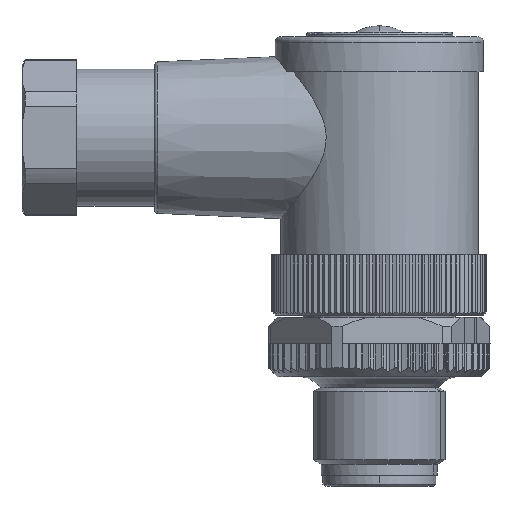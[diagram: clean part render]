
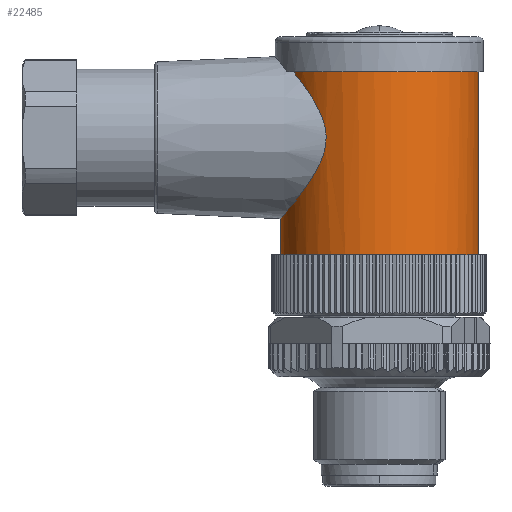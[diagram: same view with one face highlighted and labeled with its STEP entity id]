
A CAD part, left-side view. The second image highlights one B-rep face of the part: STEP entity #22485.
In plain terms, the highlighted cylindrical face has radius 9 mm (diameter 18 mm), a partial arc.
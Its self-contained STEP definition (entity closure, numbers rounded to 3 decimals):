
#22402=AXIS2_PLACEMENT_3D('Cylinder Axis2P3D',#22399,#22400,#22401) ;
#22250=CARTESIAN_POINT('Vertex',(10.096,19.095,21.1)) ;
#22252=CARTESIAN_POINT('Vertex',(10.096,1.095,21.1)) ;
#22256=CARTESIAN_POINT('Control Point',(10.096,1.095,21.1)) ;
#22257=CARTESIAN_POINT('Control Point',(9.214,1.095,21.1)) ;
#22258=CARTESIAN_POINT('Control Point',(8.332,1.203,21.1)) ;
#22259=CARTESIAN_POINT('Control Point',(7.468,1.419,21.1)) ;
#22260=CARTESIAN_POINT('Control Point',(5.81,2.058,21.1)) ;
#22261=CARTESIAN_POINT('Control Point',(4.356,3.079,21.1)) ;
#22262=CARTESIAN_POINT('Control Point',(3.695,3.676,21.1)) ;
#22263=CARTESIAN_POINT('Control Point',(2.533,5.02,21.1)) ;
#22264=CARTESIAN_POINT('Control Point',(1.73,6.605,21.1)) ;
#22265=CARTESIAN_POINT('Control Point',(1.427,7.443,21.1)) ;
#22266=CARTESIAN_POINT('Control Point',(1.035,9.176,21.1)) ;
#22267=CARTESIAN_POINT('Control Point',(1.071,10.952,21.1)) ;
#22268=CARTESIAN_POINT('Control Point',(1.199,11.834,21.1)) ;
#22269=CARTESIAN_POINT('Control Point',(1.668,13.548,21.1)) ;
#22270=CARTESIAN_POINT('Control Point',(2.536,15.098,21.1)) ;
#22271=CARTESIAN_POINT('Control Point',(3.064,15.816,21.1)) ;
#22272=CARTESIAN_POINT('Control Point',(4.284,17.107,21.1)) ;
#22273=CARTESIAN_POINT('Control Point',(5.779,18.066,21.1)) ;
#22274=CARTESIAN_POINT('Control Point',(6.583,18.452,21.1)) ;
#22275=CARTESIAN_POINT('Control Point',(7.772,18.851,21.1)) ;
#22276=CARTESIAN_POINT('Control Point',(9.005,19.04,21.1)) ;
#22277=CARTESIAN_POINT('Control Point',(9.369,19.077,21.1)) ;
#22278=CARTESIAN_POINT('Control Point',(9.732,19.095,21.1)) ;
#22279=CARTESIAN_POINT('Control Point',(10.096,19.095,21.1)) ;
#22292=CARTESIAN_POINT('Line Origine',(10.096,1.095,19.)) ;
#22296=CARTESIAN_POINT('Vertex',(10.096,1.095,37.8)) ;
#22299=CARTESIAN_POINT('Line Origine',(10.096,19.095,19.)) ;
#22303=CARTESIAN_POINT('Vertex',(10.096,19.095,24.4)) ;
#22399=CARTESIAN_POINT('Axis2P3D Location',(10.096,10.095,19.)) ;
#22405=CARTESIAN_POINT('Control Point',(5.679,17.937,37.8)) ;
#22406=CARTESIAN_POINT('Control Point',(3.618,16.776,37.8)) ;
#22407=CARTESIAN_POINT('Control Point',(1.938,14.937,37.8)) ;
#22408=CARTESIAN_POINT('Control Point',(0.942,12.586,37.8)) ;
#22409=CARTESIAN_POINT('Control Point',(0.638,7.615,37.8)) ;
#22410=CARTESIAN_POINT('Control Point',(3.343,3.432,37.8)) ;
#22411=CARTESIAN_POINT('Control Point',(5.364,1.872,37.8)) ;
#22412=CARTESIAN_POINT('Control Point',(7.73,1.095,37.8)) ;
#22413=CARTESIAN_POINT('Control Point',(10.096,1.095,37.8)) ;
#22414=CARTESIAN_POINT('Vertex',(5.679,17.937,37.8)) ;
#22418=CARTESIAN_POINT('Control Point',(5.679,17.937,37.8)) ;
#22419=CARTESIAN_POINT('Control Point',(4.922,17.51,37.265)) ;
#22420=CARTESIAN_POINT('Control Point',(4.279,17.027,36.64)) ;
#22421=CARTESIAN_POINT('Control Point',(3.741,16.526,35.948)) ;
#22422=CARTESIAN_POINT('Control Point',(3.294,16.012,35.168)) ;
#22423=CARTESIAN_POINT('Control Point',(2.97,15.593,34.302)) ;
#22424=CARTESIAN_POINT('Vertex',(2.97,15.593,34.302)) ;
#22428=CARTESIAN_POINT('Control Point',(2.97,15.593,34.302)) ;
#22429=CARTESIAN_POINT('Control Point',(2.767,15.33,33.759)) ;
#22430=CARTESIAN_POINT('Control Point',(2.616,15.106,33.17)) ;
#22431=CARTESIAN_POINT('Control Point',(2.526,14.963,32.541)) ;
#22432=CARTESIAN_POINT('Control Point',(2.516,14.948,31.905)) ;
#22433=CARTESIAN_POINT('Vertex',(2.516,14.948,31.905)) ;
#22437=CARTESIAN_POINT('Control Point',(2.516,14.948,31.905)) ;
#22438=CARTESIAN_POINT('Control Point',(2.507,14.933,31.269)) ;
#22439=CARTESIAN_POINT('Control Point',(2.579,15.048,30.635)) ;
#22440=CARTESIAN_POINT('Control Point',(2.714,15.253,30.038)) ;
#22441=CARTESIAN_POINT('Control Point',(2.903,15.504,29.486)) ;
#22442=CARTESIAN_POINT('Vertex',(2.903,15.504,29.486)) ;
#22446=CARTESIAN_POINT('Control Point',(2.903,15.504,29.486)) ;
#22447=CARTESIAN_POINT('Control Point',(3.027,15.669,29.124)) ;
#22448=CARTESIAN_POINT('Control Point',(3.171,15.851,28.778)) ;
#22449=CARTESIAN_POINT('Control Point',(3.334,16.043,28.447)) ;
#22450=CARTESIAN_POINT('Control Point',(3.78,16.53,27.671)) ;
#22451=CARTESIAN_POINT('Control Point',(4.334,17.031,26.974)) ;
#22452=CARTESIAN_POINT('Control Point',(4.686,17.312,26.596)) ;
#22453=CARTESIAN_POINT('Control Point',(5.087,17.589,26.238)) ;
#22454=CARTESIAN_POINT('Control Point',(5.522,17.846,25.914)) ;
#22455=CARTESIAN_POINT('Vertex',(5.522,17.846,25.914)) ;
#22459=CARTESIAN_POINT('Control Point',(5.522,17.846,25.914)) ;
#22460=CARTESIAN_POINT('Control Point',(6.134,18.207,25.459)) ;
#22461=CARTESIAN_POINT('Control Point',(6.839,18.524,25.078)) ;
#22462=CARTESIAN_POINT('Control Point',(7.611,18.745,24.814)) ;
#22463=CARTESIAN_POINT('Vertex',(7.611,18.745,24.813)) ;
#22467=CARTESIAN_POINT('Control Point',(7.611,18.745,24.814)) ;
#22468=CARTESIAN_POINT('Control Point',(8.195,18.913,24.614)) ;
#22469=CARTESIAN_POINT('Control Point',(8.816,19.034,24.474)) ;
#22470=CARTESIAN_POINT('Control Point',(9.456,19.095,24.4)) ;
#22471=CARTESIAN_POINT('Control Point',(10.096,19.095,24.4)) ;
#22293=DIRECTION('Vector Direction',(0.,0.,1.)) ;
#22300=DIRECTION('Vector Direction',(0.,0.,1.)) ;
#22400=DIRECTION('Axis2P3D Direction',(0.,0.,1.)) ;
#22401=DIRECTION('Axis2P3D XDirection',(0.,1.,0.)) ;
#22294=VECTOR('Line Direction',#22293,1.) ;
#22301=VECTOR('Line Direction',#22300,1.) ;
#22474=ORIENTED_EDGE('',*,*,#22305,.T.) ;
#22475=ORIENTED_EDGE('',*,*,#22280,.F.) ;
#22476=ORIENTED_EDGE('',*,*,#22298,.T.) ;
#22477=ORIENTED_EDGE('',*,*,#22416,.F.) ;
#22478=ORIENTED_EDGE('',*,*,#22426,.T.) ;
#22479=ORIENTED_EDGE('',*,*,#22435,.T.) ;
#22480=ORIENTED_EDGE('',*,*,#22444,.T.) ;
#22481=ORIENTED_EDGE('',*,*,#22457,.T.) ;
#22482=ORIENTED_EDGE('',*,*,#22465,.T.) ;
#22483=ORIENTED_EDGE('',*,*,#22472,.T.) ;
#22485=ADVANCED_FACE('Hauptk\X2\00F6\X0\rper',(#22484),#22403,.T.) ;
#22255=B_SPLINE_CURVE_WITH_KNOTS('',5,(#22256,#22257,#22258,#22259,#22260,#22261,#22262,#22263,#22264,#22265,#22266,#22267,#22268,#22269,#22270,#22271,#22272,#22273,#22274,#22275,#22276,#22277,#22278,#22279),.UNSPECIFIED.,.F.,.U.,(6,3,3,3,3,3,3,6),(0.,6.235,12.471,18.706,24.941,31.177,37.412,39.983),.UNSPECIFIED.) ;
#22404=B_SPLINE_CURVE_WITH_KNOTS('',5,(#22405,#22406,#22407,#22408,#22409,#22410,#22411,#22412,#22413),.UNSPECIFIED.,.F.,.U.,(6,3,6),(-11.829,0.,11.829),.UNSPECIFIED.) ;
#22417=B_SPLINE_CURVE_WITH_KNOTS('',5,(#22418,#22419,#22420,#22421,#22422,#22423),.UNSPECIFIED.,.F.,.U.,(6,6),(0.,7.201),.UNSPECIFIED.) ;
#22427=B_SPLINE_CURVE_WITH_KNOTS('',4,(#22428,#22429,#22430,#22431,#22432),.UNSPECIFIED.,.F.,.U.,(5,5),(0.,3.61),.UNSPECIFIED.) ;
#22436=B_SPLINE_CURVE_WITH_KNOTS('',4,(#22437,#22438,#22439,#22440,#22441),.UNSPECIFIED.,.F.,.U.,(5,5),(0.,3.604),.UNSPECIFIED.) ;
#22445=B_SPLINE_CURVE_WITH_KNOTS('',5,(#22446,#22447,#22448,#22449,#22450,#22451,#22452,#22453,#22454),.UNSPECIFIED.,.F.,.U.,(6,3,6),(0.,2.949,7.23),.UNSPECIFIED.) ;
#22458=B_SPLINE_CURVE_WITH_KNOTS('',3,(#22459,#22460,#22461,#22462),.UNSPECIFIED.,.F.,.U.,(4,4),(0.,3.604),.UNSPECIFIED.) ;
#22466=B_SPLINE_CURVE_WITH_KNOTS('',4,(#22467,#22468,#22469,#22470,#22471),.UNSPECIFIED.,.F.,.U.,(5,5),(0.,3.634),.UNSPECIFIED.) ;
#22403=CYLINDRICAL_SURFACE('generated cylinder',#22402,9.) ;
#22280=EDGE_CURVE('',#22253,#22251,#22255,.T.) ;
#22298=EDGE_CURVE('',#22253,#22297,#22295,.T.) ;
#22305=EDGE_CURVE('',#22304,#22251,#22302,.F.) ;
#22416=EDGE_CURVE('',#22415,#22297,#22404,.T.) ;
#22426=EDGE_CURVE('',#22415,#22425,#22417,.T.) ;
#22435=EDGE_CURVE('',#22425,#22434,#22427,.T.) ;
#22444=EDGE_CURVE('',#22434,#22443,#22436,.T.) ;
#22457=EDGE_CURVE('',#22443,#22456,#22445,.T.) ;
#22465=EDGE_CURVE('',#22456,#22464,#22458,.T.) ;
#22472=EDGE_CURVE('',#22464,#22304,#22466,.T.) ;
#22473=EDGE_LOOP('',(#22474,#22475,#22476,#22477,#22478,#22479,#22480,#22481,#22482,#22483)) ;
#22484=FACE_OUTER_BOUND('',#22473,.T.) ;
#22295=LINE('Line',#22292,#22294) ;
#22302=LINE('Line',#22299,#22301) ;
#22251=VERTEX_POINT('',#22250) ;
#22253=VERTEX_POINT('',#22252) ;
#22297=VERTEX_POINT('',#22296) ;
#22304=VERTEX_POINT('',#22303) ;
#22415=VERTEX_POINT('',#22414) ;
#22425=VERTEX_POINT('',#22424) ;
#22434=VERTEX_POINT('',#22433) ;
#22443=VERTEX_POINT('',#22442) ;
#22456=VERTEX_POINT('',#22455) ;
#22464=VERTEX_POINT('',#22463) ;
